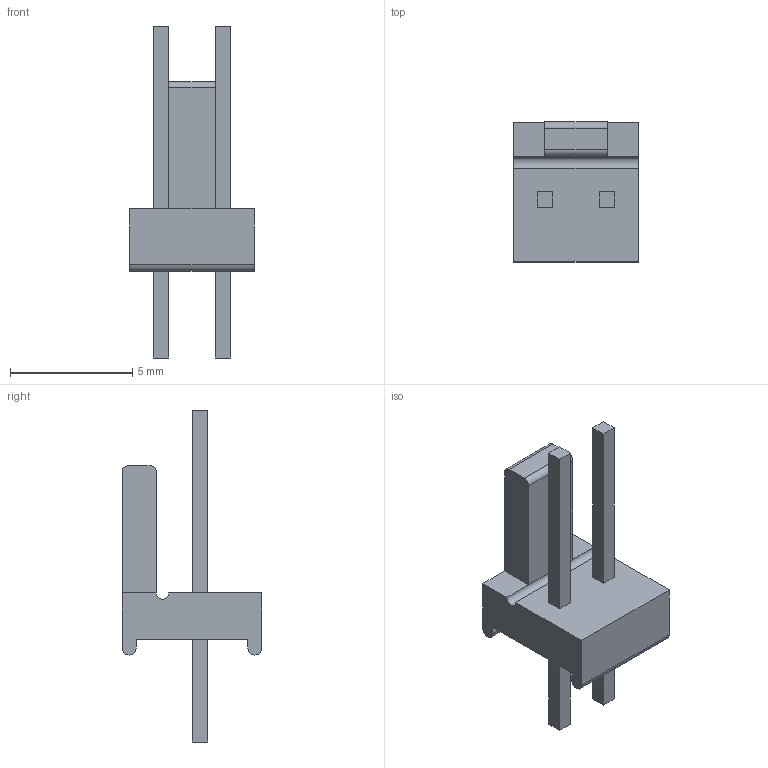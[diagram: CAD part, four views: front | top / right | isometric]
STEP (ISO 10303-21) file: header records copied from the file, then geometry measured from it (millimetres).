
FILE_DESCRIPTION((''),'2;1');
FILE_NAME('C-640454-2','2012-12-13T',('workeradm'),('Tyco Electronics Ltd.'),'PRO/ENGINEER BY PARAMETRIC TECHNOLOGY CORPORATION, 2010430','PRO/ENGINEER BY PARAMETRIC TECHNOLOGY CORPORATION, 2010430','');
FILE_SCHEMA(('AUTOMOTIVE_DESIGN { 1 0 10303 214 1 1 1 1 }'));
Length unit declared in the file: millimetre
Products named in the file (1): C-640454-2
Bounding box: 5.08 x 5.72 x 13.59 mm (x, y, z)
Volume: 85.9 mm3; surface area: 211.6 mm2
Topology: 1 solids, 1 shells, 39 faces, 97 edges, 64 vertices
Faces by surface type: plane 34, cylinder 5
Entity records: 1500 total; most frequent: CARTESIAN_POINT 202, ORIENTED_EDGE 194, DIRECTION 185, EDGE_CURVE 97, VECTOR 87, LINE 87, COLOUR_RGB 64, VERTEX_POINT 64
